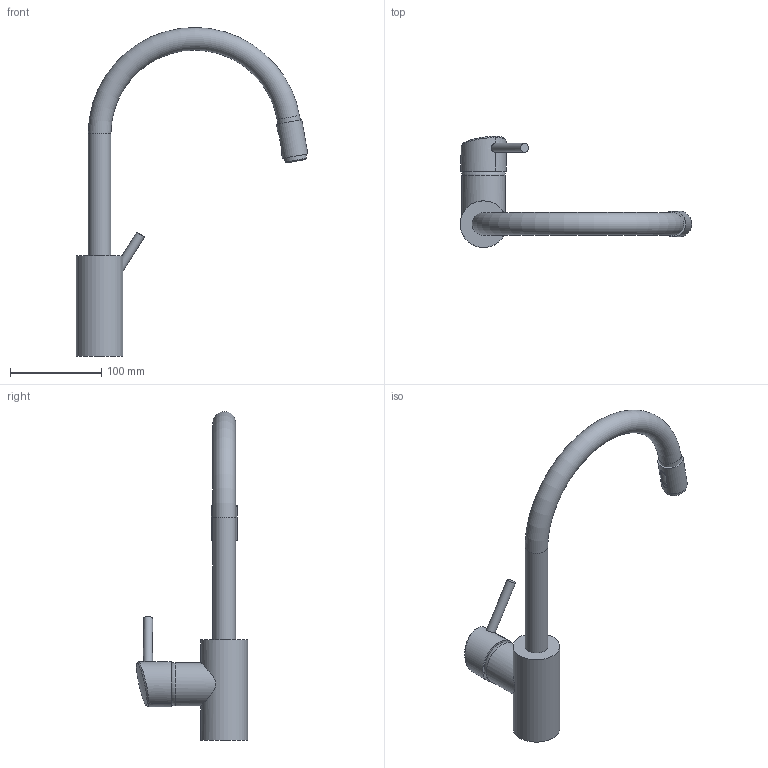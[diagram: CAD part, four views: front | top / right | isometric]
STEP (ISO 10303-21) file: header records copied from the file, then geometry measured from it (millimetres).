
FILE_DESCRIPTION(/* description */ ('Unknown'),/* implementation_level */ '2;1');
FILE_NAME(/* name */ '32663003',/* time_stamp */ '2022-09-01T07:44:11+02:00',/* author */ ('Unknown'),/* organization */ ('GROHE AG'),/* preprocessor_version */ 'ST-DEVELOPER v16.7',/* originating_system */ 'DEX',/* authorisation */ $);
FILE_SCHEMA (('AUTOMOTIVE_DESIGN {1 0 10303 214 3 1 1}'));
Length unit declared in the file: millimetre
Products named in the file (7): 32663003; 32663003_0; 1; 071121 Body High Spout klein 01; 32663003_1; 32663003_2
Assembly tree (6 placements, depth 2):
  32663003
    32663003
    32663003_0
    1
    071121 Body High Spout klein 01
    32663003_1
    32663003_2
Bounding box: 253.17 x 121.62 x 359.8 mm (x, y, z)
Volume: 608498.2 mm3; surface area: 85477.3 mm2
Topology: 6 solids, 6 shells, 599 faces, 1798 edges, 1155 vertices
Faces by surface type: plane 488, cylinder 74, cone 14, bspline 13, torus 10
Full cylindrical faces by diameter (mm): 1.039 x1, 1.5 x1, 2.4 x1, 4.3 x1, 5.5 x1, 10 x1, 10.5 x1, 11.489 x1, 12.5 x2, 13 x1, 13.905 x1, 14 x1, 17 x1, 17.773 x1, 18 x1, 18.911 x1, 20.05 x1, 20.7 x1, 20.95 x1, 22.45 x2, 23.87 x1, 24 x1, 24.8 x2, 28 x1, 47.5 x1, 51 x1
Entity records: 21071 total; most frequent: CARTESIAN_POINT 4623, ORIENTED_EDGE 3464, DIRECTION 3340, EDGE_CURVE 1732, AXIS2_PLACEMENT_3D 1139, VERTEX_POINT 1136, LINE 1062, VECTOR 1062
